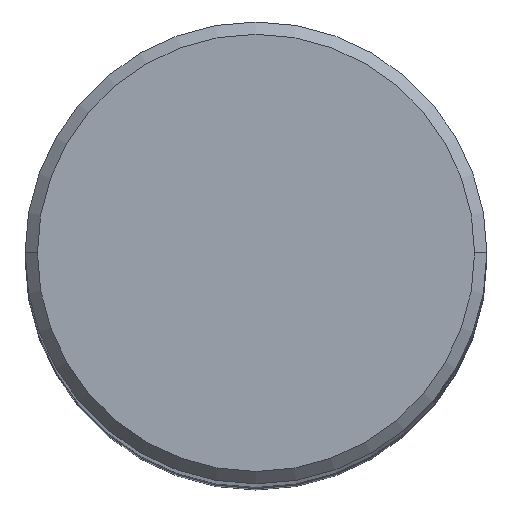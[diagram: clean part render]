
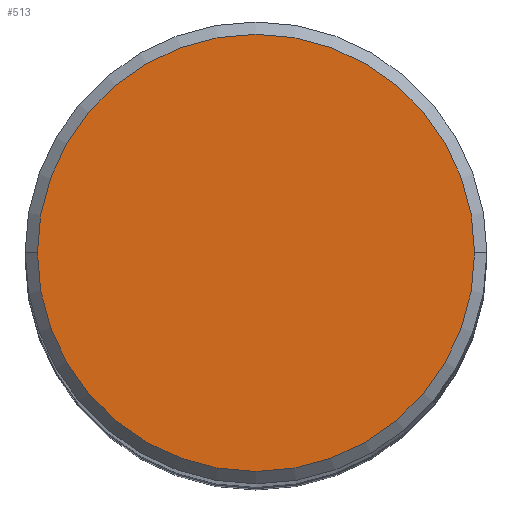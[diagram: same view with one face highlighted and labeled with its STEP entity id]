
A CAD part, top view. The second image highlights one B-rep face of the part: STEP entity #513.
In plain terms, the highlighted planar face has unit normal (0, 0, 1).
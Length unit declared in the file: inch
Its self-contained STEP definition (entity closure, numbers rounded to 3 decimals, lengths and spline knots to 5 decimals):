
#5 = AXIS2_PLACEMENT_3D ( 'NONE', #248, #452, #370 ) ;
#24 = AXIS2_PLACEMENT_3D ( 'NONE', #377, #458, #72 ) ;
#72 = DIRECTION ( 'NONE',  ( 1., 0., 0. ) ) ;
#131 = EDGE_LOOP ( 'NONE', ( #167, #559 ) ) ;
#150 = EDGE_CURVE ( 'NONE', #279, #470, #333, .T. ) ;
#154 = EDGE_CURVE ( 'NONE', #470, #279, #518, .T. ) ;
#167 = ORIENTED_EDGE ( 'NONE', *, *, #154, .T. ) ;
#248 = CARTESIAN_POINT ( 'NONE',  ( 0., 0.355, 0. ) ) ;
#279 = VERTEX_POINT ( 'NONE', #345 ) ;
#290 = DIRECTION ( 'NONE',  ( 1., 0., 0. ) ) ;
#293 = DIRECTION ( 'NONE',  ( 0., 0., 1. ) ) ;
#333 = CIRCLE ( 'NONE', #354, 0.355 ) ;
#345 = CARTESIAN_POINT ( 'NONE',  ( 0.355, 0., 0. ) ) ;
#354 = AXIS2_PLACEMENT_3D ( 'NONE', #418, #293, #290 ) ;
#370 = DIRECTION ( 'NONE',  ( -1., 0., 0. ) ) ;
#375 = PLANE ( 'NONE',  #5 ) ;
#377 = CARTESIAN_POINT ( 'NONE',  ( 0., 0., 0. ) ) ;
#410 = FACE_OUTER_BOUND ( 'NONE', #131, .T. ) ;
#418 = CARTESIAN_POINT ( 'NONE',  ( 0., 0., 0. ) ) ;
#447 = CARTESIAN_POINT ( 'NONE',  ( -0.355, 0., 0. ) ) ;
#452 = DIRECTION ( 'NONE',  ( 0., 0., -1. ) ) ;
#458 = DIRECTION ( 'NONE',  ( 0., 0., 1. ) ) ;
#470 = VERTEX_POINT ( 'NONE', #447 ) ;
#513 = ADVANCED_FACE ( 'NONE', ( #410 ), #375, .F. ) ;
#518 = CIRCLE ( 'NONE', #24, 0.355 ) ;
#559 = ORIENTED_EDGE ( 'NONE', *, *, #150, .T. ) ;
